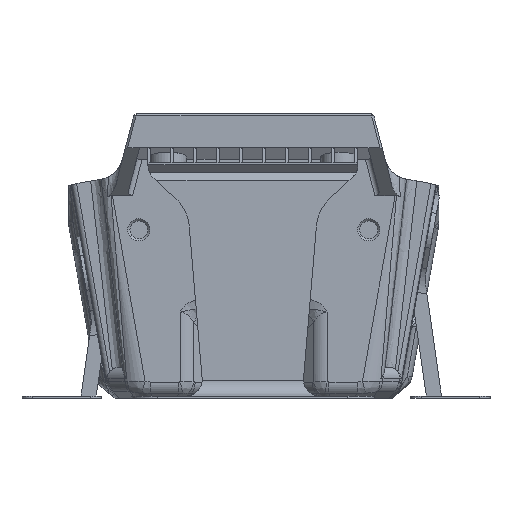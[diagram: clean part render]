
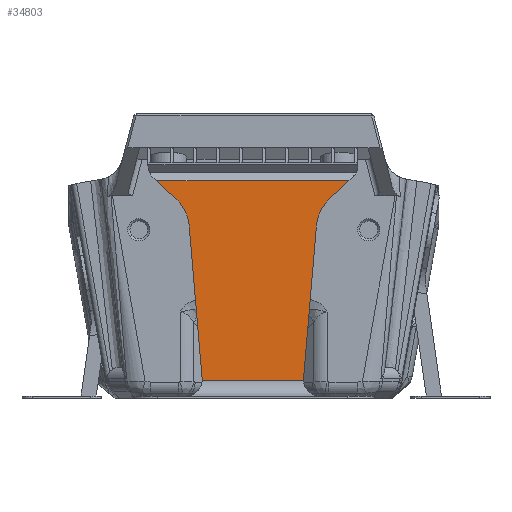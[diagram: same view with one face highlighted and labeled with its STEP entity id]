
A CAD part, front view. The second image highlights one B-rep face of the part: STEP entity #34803.
In plain terms, the highlighted planar face has unit normal (0, -1, 0).
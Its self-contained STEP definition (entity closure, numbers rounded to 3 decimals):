
#2025=CIRCLE('',#37858,3.);
#2026=CIRCLE('',#37859,3.);
#2027=CIRCLE('',#37860,8.);
#2028=CIRCLE('',#37861,8.);
#12274=ORIENTED_EDGE('',*,*,#17889,.T.);
#12275=ORIENTED_EDGE('',*,*,#17890,.T.);
#12276=ORIENTED_EDGE('',*,*,#17891,.T.);
#12277=ORIENTED_EDGE('',*,*,#17887,.F.);
#12278=ORIENTED_EDGE('',*,*,#17892,.T.);
#12279=ORIENTED_EDGE('',*,*,#17893,.T.);
#12280=ORIENTED_EDGE('',*,*,#17894,.F.);
#12281=ORIENTED_EDGE('',*,*,#17895,.F.);
#12282=ORIENTED_EDGE('',*,*,#17896,.T.);
#12283=ORIENTED_EDGE('',*,*,#17897,.T.);
#17887=EDGE_CURVE('',#21372,#21373,#24371,.T.);
#17889=EDGE_CURVE('',#21374,#21375,#2025,.T.);
#17890=EDGE_CURVE('',#21375,#21376,#24373,.F.);
#17891=EDGE_CURVE('',#21376,#21373,#2026,.T.);
#17892=EDGE_CURVE('',#21372,#21377,#2027,.T.);
#17893=EDGE_CURVE('',#21377,#21378,#24374,.T.);
#17894=EDGE_CURVE('',#21379,#21378,#24375,.T.);
#17895=EDGE_CURVE('',#21380,#21379,#24376,.T.);
#17896=EDGE_CURVE('',#21380,#21381,#2028,.T.);
#17897=EDGE_CURVE('',#21381,#21374,#24377,.T.);
#21372=VERTEX_POINT('',#65380);
#21373=VERTEX_POINT('',#65382);
#21374=VERTEX_POINT('',#65386);
#21375=VERTEX_POINT('',#65387);
#21376=VERTEX_POINT('',#65389);
#21377=VERTEX_POINT('',#65392);
#21378=VERTEX_POINT('',#65394);
#21379=VERTEX_POINT('',#65396);
#21380=VERTEX_POINT('',#65398);
#21381=VERTEX_POINT('',#65400);
#24371=LINE('',#65381,#27439);
#24373=LINE('',#65388,#27441);
#24374=LINE('',#65393,#27442);
#24375=LINE('',#65395,#27443);
#24376=LINE('',#65397,#27444);
#24377=LINE('',#65401,#27445);
#27439=VECTOR('',#46213,1000.);
#27441=VECTOR('',#46219,1000.);
#27442=VECTOR('',#46224,1000.);
#27443=VECTOR('',#46225,1000.);
#27444=VECTOR('',#46226,1000.);
#27445=VECTOR('',#46229,1000.);
#29708=EDGE_LOOP('',(#12274,#12275,#12276,#12277,#12278,#12279,#12280,#12281,
#12282,#12283));
#31776=FACE_BOUND('',#29708,.T.);
#32913=PLANE('',#37857);
#34803=ADVANCED_FACE('',(#31776),#32913,.F.);
#37857=AXIS2_PLACEMENT_3D('',#65384,#46215,#46216);
#37858=AXIS2_PLACEMENT_3D('',#65385,#46217,#46218);
#37859=AXIS2_PLACEMENT_3D('',#65390,#46220,#46221);
#37860=AXIS2_PLACEMENT_3D('',#65391,#46222,#46223);
#37861=AXIS2_PLACEMENT_3D('',#65399,#46227,#46228);
#46213=DIRECTION('',(-0.084,0.,-0.996));
#46215=DIRECTION('',(0.,1.,0.));
#46216=DIRECTION('',(0.,0.,1.));
#46217=DIRECTION('',(0.,1.,0.));
#46218=DIRECTION('',(0.,0.,1.));
#46219=DIRECTION('',(-1.,0.,0.));
#46220=DIRECTION('',(0.,1.,0.));
#46221=DIRECTION('',(0.,0.,1.));
#46222=DIRECTION('',(0.,1.,0.));
#46223=DIRECTION('',(0.,0.,1.));
#46224=DIRECTION('',(0.731,0.,0.682));
#46225=DIRECTION('',(1.,0.,0.));
#46226=DIRECTION('',(-0.731,0.,0.682));
#46227=DIRECTION('',(0.,1.,0.));
#46228=DIRECTION('',(0.,0.,1.));
#46229=DIRECTION('',(0.084,0.,-0.996));
#65380=CARTESIAN_POINT('',(11.856,-32.314,32.579));
#65381=CARTESIAN_POINT('',(36.482,-32.314,324.724));
#65382=CARTESIAN_POINT('',(9.418,-32.314,3.652));
#65384=CARTESIAN_POINT('',(0.,-32.314,327.8));
#65385=CARTESIAN_POINT('',(-12.767,-32.314,3.4));
#65386=CARTESIAN_POINT('',(-9.777,-32.314,3.652));
#65387=CARTESIAN_POINT('',(-9.767,-32.314,3.4));
#65388=CARTESIAN_POINT('',(9.143,-32.314,3.4));
#65389=CARTESIAN_POINT('',(9.407,-32.314,3.4));
#65390=CARTESIAN_POINT('',(12.407,-32.314,3.4));
#65391=CARTESIAN_POINT('',(19.828,-32.314,31.907));
#65392=CARTESIAN_POINT('',(14.372,-32.314,37.757));
#65393=CARTESIAN_POINT('',(16.736,-32.314,39.963));
#65394=CARTESIAN_POINT('',(17.982,-32.314,41.124));
#65395=CARTESIAN_POINT('',(-65.369,-32.314,41.124));
#65396=CARTESIAN_POINT('',(-18.341,-32.314,41.124));
#65397=CARTESIAN_POINT('',(-17.096,-32.314,39.963));
#65398=CARTESIAN_POINT('',(-14.731,-32.314,37.757));
#65399=CARTESIAN_POINT('',(-20.187,-32.314,31.907));
#65400=CARTESIAN_POINT('',(-12.216,-32.314,32.579));
#65401=CARTESIAN_POINT('',(-36.839,-32.314,324.694));
